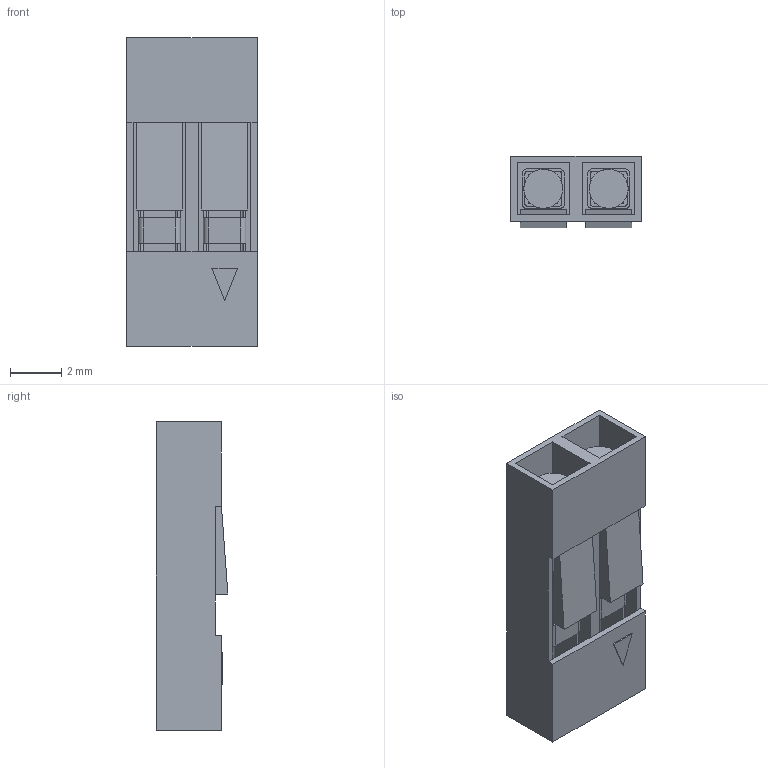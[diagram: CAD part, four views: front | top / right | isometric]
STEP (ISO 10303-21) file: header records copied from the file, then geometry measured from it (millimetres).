
FILE_DESCRIPTION (( 'STEP AP214' ), '1' );
FILE_NAME ('DS1071-1x2.STEP', '2019-05-31T22:29:39', ( 'VR' ), ( '' ), 'SwSTEP 2.0', 'SolidWorks 2016', '' );
FILE_SCHEMA (( 'AUTOMOTIVE_DESIGN' ));
Length unit declared in the file: millimetre
Products named in the file (1): DS1071-1x2
Bounding box: 5.08 x 2.79 x 12 mm (x, y, z)
Volume: 73.7 mm3; surface area: 571.2 mm2
Topology: 3 solids, 3 shells, 146 faces, 437 edges, 278 vertices
Faces by surface type: plane 110, cylinder 36
Entity records: 6575 total; most frequent: ORIENTED_EDGE 874, CARTESIAN_POINT 862, DIRECTION 823, EDGE_CURVE 437, VECTOR 345, LINE 345, VERTEX_POINT 278, AXIS2_PLACEMENT_3D 239
